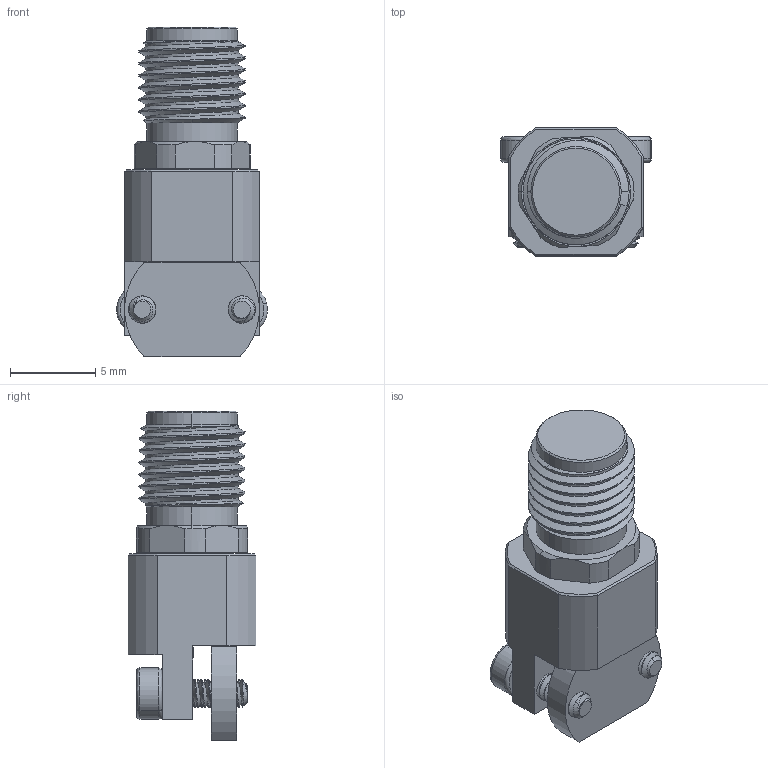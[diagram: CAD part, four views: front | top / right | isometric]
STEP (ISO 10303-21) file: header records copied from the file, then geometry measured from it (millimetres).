
FILE_DESCRIPTION (( 'STEP AP214' ), '1' );
FILE_NAME ('FMCN5378_3D.step', '2025-04-16T18:23:34', ( '' ), ( '' ), 'SwSTEP 2.0', 'SolidWorks 2022', '' );
FILE_SCHEMA (( 'AUTOMOTIVE_DESIGN' ));
Length unit declared in the file: inch
Products named in the file (4): Bolt_M1.6-5mm_5; NE06FS001_Body; Bottom_5; FMCN5378_3D
Assembly tree (4 placements, depth 2):
  FMCN5378_3D
    Bolt_M1.6-5mm_5  x2
    Bottom_5
    NE06FS001_Body
Bounding box: 8.83 x 7.5 x 19.32 mm (x, y, z)
Volume: 697.2 mm3; surface area: 930.2 mm2
Topology: 5 solids, 5 shells, 219 faces, 544 edges, 345 vertices
Faces by surface type: cylinder 113, plane 60, cone 29, bspline 17
Entity records: 7877 total; most frequent: CARTESIAN_POINT 4030, ORIENTED_EDGE 816, DIRECTION 719, EDGE_CURVE 408, AXIS2_PLACEMENT_3D 270, VERTEX_POINT 259, EDGE_LOOP 179, VECTOR 179
